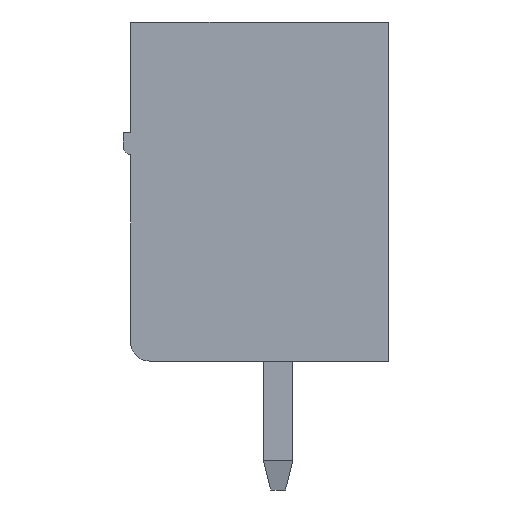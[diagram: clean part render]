
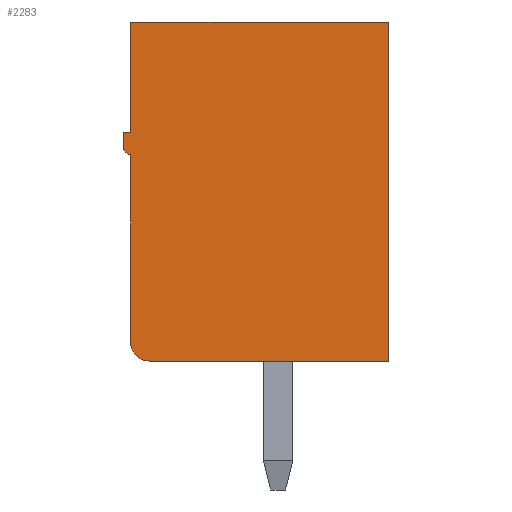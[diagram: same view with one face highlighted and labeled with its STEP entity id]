
A CAD part, left-side view. The second image highlights one B-rep face of the part: STEP entity #2283.
In plain terms, the highlighted planar face has unit normal (-1, 0, 0).
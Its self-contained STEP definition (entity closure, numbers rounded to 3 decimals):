
#528 = VERTEX_POINT('',#529);
#529 = CARTESIAN_POINT('',(-23.255,-2.977,9.288));
#544 = VERTEX_POINT('',#545);
#545 = CARTESIAN_POINT('',(-23.255,4.023,9.288));
#551 = EDGE_CURVE('',#528,#544,#552,.T.);
#552 = LINE('',#553,#554);
#553 = CARTESIAN_POINT('',(-23.255,-2.977,9.288));
#554 = VECTOR('',#555,1.);
#555 = DIRECTION('',(0.,1.,0.));
#2171 = VERTEX_POINT('',#2172);
#2172 = CARTESIAN_POINT('',(-23.255,4.023,6.288));
#2178 = EDGE_CURVE('',#544,#2171,#2179,.T.);
#2179 = LINE('',#2180,#2181);
#2180 = CARTESIAN_POINT('',(-23.255,4.023,9.288));
#2181 = VECTOR('',#2182,1.);
#2182 = DIRECTION('',(0.,0.,-1.));
#2202 = VERTEX_POINT('',#2203);
#2203 = CARTESIAN_POINT('',(-23.255,4.223,6.288));
#2209 = EDGE_CURVE('',#2171,#2202,#2210,.T.);
#2210 = LINE('',#2211,#2212);
#2211 = CARTESIAN_POINT('',(-23.255,4.023,6.288));
#2212 = VECTOR('',#2213,1.);
#2213 = DIRECTION('',(0.,1.,0.));
#2233 = VERTEX_POINT('',#2234);
#2234 = CARTESIAN_POINT('',(-23.255,4.223,5.888));
#2240 = EDGE_CURVE('',#2202,#2233,#2241,.T.);
#2241 = LINE('',#2242,#2243);
#2242 = CARTESIAN_POINT('',(-23.255,4.223,6.288));
#2243 = VECTOR('',#2244,1.);
#2244 = DIRECTION('',(0.,0.,-1.));
#2265 = VERTEX_POINT('',#2266);
#2266 = CARTESIAN_POINT('',(-23.255,4.023,5.688));
#2272 = EDGE_CURVE('',#2233,#2265,#2273,.T.);
#2273 = CIRCLE('',#2274,0.2);
#2274 = AXIS2_PLACEMENT_3D('',#2275,#2276,#2277);
#2275 = CARTESIAN_POINT('',(-23.255,4.023,5.888));
#2276 = DIRECTION('',(-1.,0.,0.));
#2277 = DIRECTION('',(0.,1.,0.));
#2283 = ADVANCED_FACE('',(#2284),#2322,.T.);
#2284 = FACE_BOUND('',#2285,.T.);
#2285 = EDGE_LOOP('',(#2286,#2297,#2305,#2311,#2312,#2313,#2314,#2315,
    #2316));
#2286 = ORIENTED_EDGE('',*,*,#2287,.T.);
#2287 = EDGE_CURVE('',#2288,#2290,#2292,.T.);
#2288 = VERTEX_POINT('',#2289);
#2289 = CARTESIAN_POINT('',(-23.255,4.023,0.588));
#2290 = VERTEX_POINT('',#2291);
#2291 = CARTESIAN_POINT('',(-23.255,3.523,0.088));
#2292 = CIRCLE('',#2293,0.5);
#2293 = AXIS2_PLACEMENT_3D('',#2294,#2295,#2296);
#2294 = CARTESIAN_POINT('',(-23.255,3.523,0.588));
#2295 = DIRECTION('',(-1.,0.,0.));
#2296 = DIRECTION('',(0.,1.,0.));
#2297 = ORIENTED_EDGE('',*,*,#2298,.T.);
#2298 = EDGE_CURVE('',#2290,#2299,#2301,.T.);
#2299 = VERTEX_POINT('',#2300);
#2300 = CARTESIAN_POINT('',(-23.255,-2.977,0.088));
#2301 = LINE('',#2302,#2303);
#2302 = CARTESIAN_POINT('',(-23.255,4.023,0.088));
#2303 = VECTOR('',#2304,1.);
#2304 = DIRECTION('',(0.,-1.,0.));
#2305 = ORIENTED_EDGE('',*,*,#2306,.T.);
#2306 = EDGE_CURVE('',#2299,#528,#2307,.T.);
#2307 = LINE('',#2308,#2309);
#2308 = CARTESIAN_POINT('',(-23.255,-2.977,0.088));
#2309 = VECTOR('',#2310,1.);
#2310 = DIRECTION('',(0.,0.,1.));
#2311 = ORIENTED_EDGE('',*,*,#551,.T.);
#2312 = ORIENTED_EDGE('',*,*,#2178,.T.);
#2313 = ORIENTED_EDGE('',*,*,#2209,.T.);
#2314 = ORIENTED_EDGE('',*,*,#2240,.T.);
#2315 = ORIENTED_EDGE('',*,*,#2272,.T.);
#2316 = ORIENTED_EDGE('',*,*,#2317,.T.);
#2317 = EDGE_CURVE('',#2265,#2288,#2318,.T.);
#2318 = LINE('',#2319,#2320);
#2319 = CARTESIAN_POINT('',(-23.255,4.023,5.688));
#2320 = VECTOR('',#2321,1.);
#2321 = DIRECTION('',(0.,0.,-1.));
#2322 = PLANE('',#2323);
#2323 = AXIS2_PLACEMENT_3D('',#2324,#2325,#2326);
#2324 = CARTESIAN_POINT('',(-23.255,4.023,5.888));
#2325 = DIRECTION('',(-1.,0.,0.));
#2326 = DIRECTION('',(0.,1.,0.));
